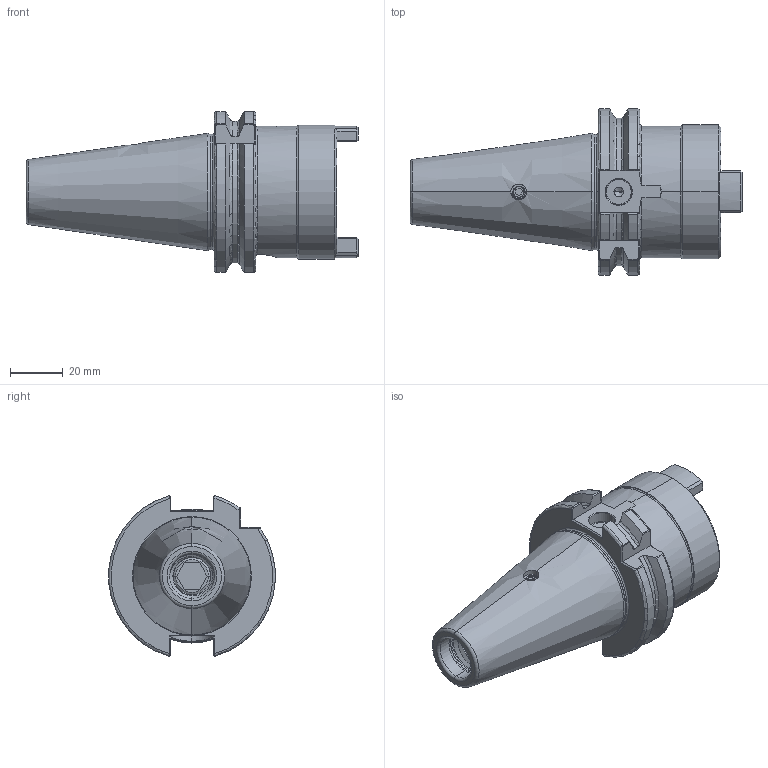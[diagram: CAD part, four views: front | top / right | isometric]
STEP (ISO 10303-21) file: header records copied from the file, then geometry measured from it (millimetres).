
FILE_DESCRIPTION (( 'STEP AP203' ), '1' );
FILE_NAME ('402.09.30.STEP', '2016-07-19T09:09:31', ( '' ), ( '' ), 'SwSTEP 2.0', 'SolidWorks 2012', '' );
FILE_SCHEMA (( 'CONFIG_CONTROL_DESIGN' ));
Products named in the file (5): 402.09.30; 2-01150002C1_M5xP0.8-6L; 102.09.30_M12xP1.75-50L; 2-41371015AF_M18xP1.5_10L
Assembly tree (4 placements, depth 2):
  402.09.30
    402.09.30
    2-41371015AF_M18xP1.5_10L
    102.09.30_M12xP1.75-50L
    2-01150002C1_M5xP0.8-6L
Bounding box: 126.4 x 63.34 x 61.24 mm (x, y, z)
Volume: 142174.7 mm3; surface area: 36120 mm2
Topology: 4 solids, 4 shells, 469 faces, 1248 edges, 782 vertices
Faces by surface type: cylinder 199, plane 105, bspline 66, cone 63, torus 36
Entity records: 57843 total; most frequent: CARTESIAN_POINT 47368, ORIENTED_EDGE 2472, DIRECTION 1662, EDGE_CURVE 1236, VERTEX_POINT 782, AXIS2_PLACEMENT_3D 628, EDGE_LOOP 484, ADVANCED_FACE 469
